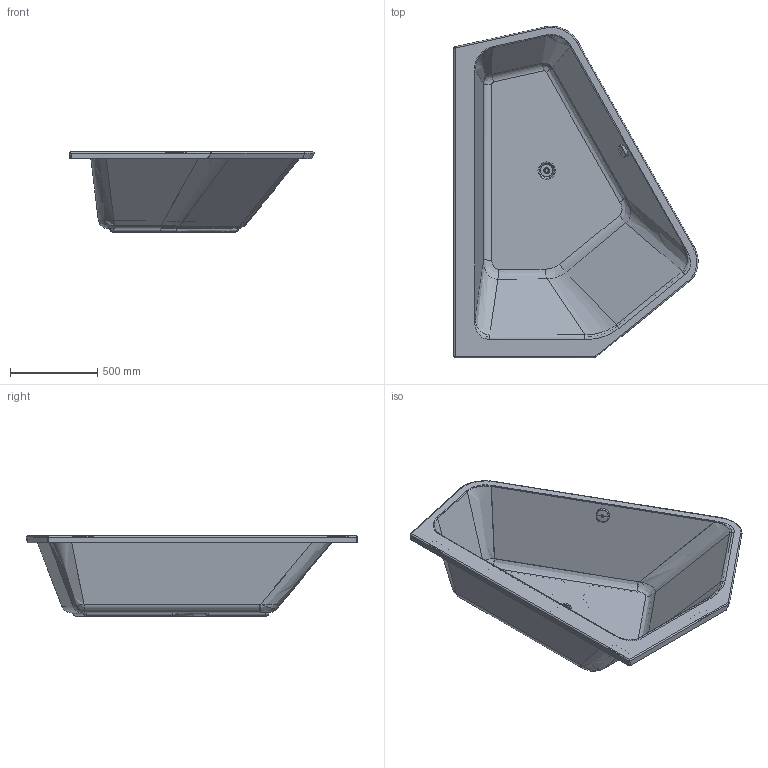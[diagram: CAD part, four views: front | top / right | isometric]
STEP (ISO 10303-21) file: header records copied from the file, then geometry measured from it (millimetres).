
FILE_DESCRIPTION((''),'2;1');
FILE_NAME('700392.stp','2015-05-28T22:19:12',('Administrator'),(''),'Autodesk Inventor 2011','Autodesk Inventor 2011','');
FILE_SCHEMA(('CONFIG_CONTROL_DESIGN'));
Length unit declared in the file: millimetre
Products named in the file (4): 700392; Stopfen PAIOVA 5; Verschluss_Ueberlauf PAIOVA 5
Assembly tree (3 placements, depth 2):
  700392
    700392
    Stopfen PAIOVA 5
    Verschluss_Ueberlauf PAIOVA 5
Bounding box: 1399.87 x 1899.71 x 460 mm (x, y, z)
Volume: 28196543.3 mm3; surface area: 6866995.6 mm2
Topology: 3 solids, 3 shells, 324 faces, 836 edges, 506 vertices
Faces by surface type: plane 144, cylinder 77, bspline 72, sphere 13, torus 13, cone 5
Full cylindrical faces by diameter (mm): 9.2 x1, 13 x1, 14.5 x1, 24 x1, 29.2 x1, 32 x2, 52 x1, 72 x1
Entity records: 17206 total; most frequent: CARTESIAN_POINT 9378, ORIENTED_EDGE 1604, DIRECTION 1510, EDGE_CURVE 802, AXIS2_PLACEMENT_3D 542, VERTEX_POINT 496, VECTOR 426, LINE 426
